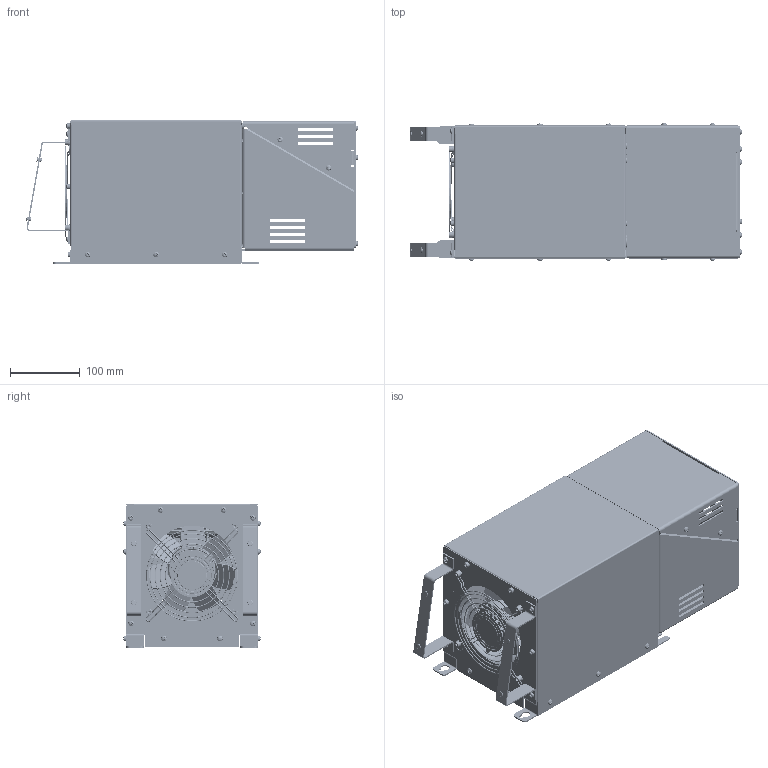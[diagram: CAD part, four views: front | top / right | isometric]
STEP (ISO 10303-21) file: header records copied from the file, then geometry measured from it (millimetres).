
FILE_DESCRIPTION(/* description */ (''),/* implementation_level */ '2;1');
FILE_NAME(/* name */ 'X1 IP21 if1.stp',/* time_stamp */ '2014-08-12T17:57:08+02:00',/* author */ ('FR'),/* organization */ (''),/* preprocessor_version */ 'ST-DEVELOPER v15.6',/* originating_system */ 'Autodesk Inventor 2015',/* authorisation */ '');
FILE_SCHEMA (('AUTOMOTIVE_DESIGN { 1 0 10303 214 3 1 1 }'));
Products named in the file (41): 10100282 Bodenblech RHF-BG X1; 10100383 Deckel RHF-BG X1-A; 10100382 Anschlussblech RHF-BG X1; 10100363 Lüfterblech RHF-BG X1; DIN 7985 (H) - M4x5-H; Klemmenblech X1A; 11100001 Sicherungshalter 6_3x32; 11100001-2 Kappe; 11100001-1 Mutter M12; Hutschiene 35x7x116,5mm; WEW 35_2; WDU_2_5_1020000000; WAP_2_5_10_1050000000; WDU_6_1020200000; DIN 6797 - A 5,3; DIN 933 - M5  x 25; DIN 125 - A 5,3; DIN 128 - A5; ISO 4032 - M5DIN EN; 10100525 NEMA-Kit X1 unten; 10100526 NEMA-Kit X1 oben; 10100527 NEMA-Kit X1 Anschlussblech; Dachbügel rechts RHF-X1; Dachbügel links RHF-X1; DIN 7337 - A4 x 8 x 3; 10100528 NEMA-Kit X1 Dach; Befestigung; Achse1; Ring1; Ring2; Ring3; Ring4; Ring5; 10900007 Schutzgitter LZ 25; 6033079000_000; 3116060045_000; 6405043015; 9245012014_001; ISO 4762 - M5 x 50DIN EN ISO; DIN 7985 (Z) - M4x5-Z ...
Bounding box: 474.7 x 196.23 x 205 mm (x, y, z)
Volume: 1009396.3 mm3; surface area: 1173224.8 mm2
Topology: 123 solids, 123 shells, 8274 faces, 23090 edges, 15201 vertices
Faces by surface type: plane 5086, cylinder 2158, cone 594, bspline 266, torus 134, sphere 36
Full cylindrical faces by diameter (mm): 1.5 x30, 2 x1, 2.5 x4, 3 x4, 3.24 x2, 3.242 x36, 3.3 x2, 3.5 x8, 3.65 x36, 4 x63, 4.134 x4, 4.2 x18, 4.567 x2, 4.725 x12, 5 x48, 5.2 x1, 5.3 x12, 6 x8, 6.5 x5, 6.7 x2, 6.8 x2, 7.737 x4, 8 x4, 8.5 x4, 9.2 x2, 9.5 x3, 10 x11, 10.917 x2, 11.4 x2, 11.5 x2
Entity records: 93539 total; most frequent: CARTESIAN_POINT 21220, DIRECTION 14580, ORIENTED_EDGE 14506, EDGE_CURVE 7253, LINE 4906, VECTOR 4906, VERTEX_POINT 4860, AXIS2_PLACEMENT_3D 4837
